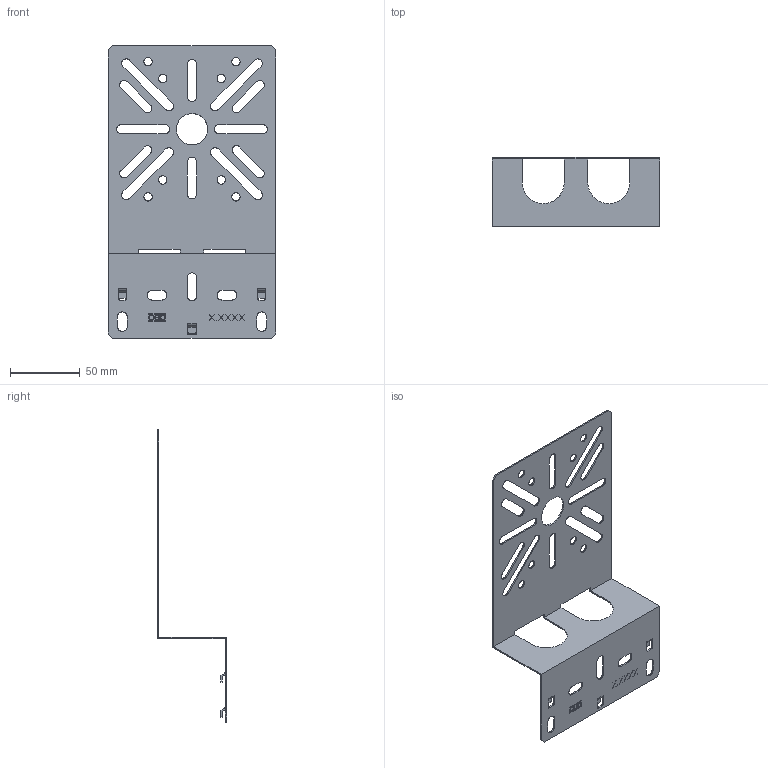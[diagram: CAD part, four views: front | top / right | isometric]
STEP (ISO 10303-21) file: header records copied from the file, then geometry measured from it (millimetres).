
FILE_DESCRIPTION(/* description */ (''),/* implementation_level */ '2;1');
FILE_NAME(/* name */ '7084765',/* time_stamp */ '2014-01-10T11:56:10+01:00',/* author */ (''),/* organization */ (''),/* preprocessor_version */ 'ST-DEVELOPER v15',/* originating_system */ '',/* authorisation */ '');
FILE_SCHEMA (('CONFIG_CONTROL_DESIGN'));
Length unit declared in the file: millimetre
Products named in the file (1): Document
Bounding box: 120 x 49.5 x 210 mm (x, y, z)
Volume: 25084.1 mm3; surface area: 52762.6 mm2
Topology: 1 solids, 1 shells, 300 faces, 849 edges, 562 vertices
Faces by surface type: plane 192, bspline 108
Entity records: 11042 total; most frequent: CARTESIAN_POINT 5562, ORIENTED_EDGE 1698, EDGE_CURVE 849, B_SPLINE_CURVE_WITH_KNOTS 649, VERTEX_POINT 562, EDGE_LOOP 373, ADVANCED_FACE 300, FACE_OUTER_BOUND 300
